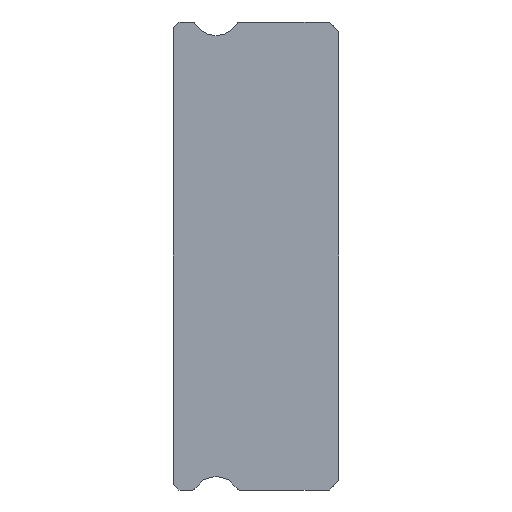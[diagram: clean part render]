
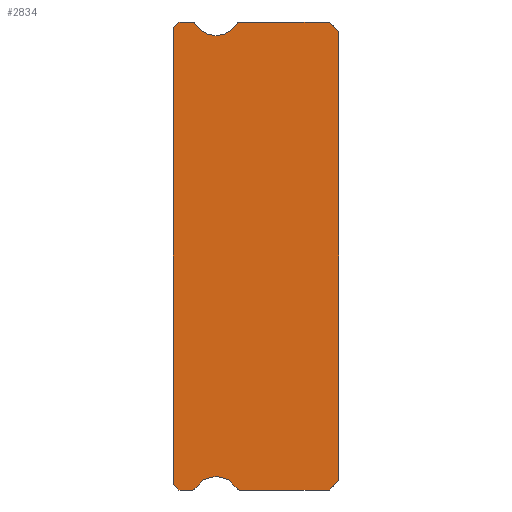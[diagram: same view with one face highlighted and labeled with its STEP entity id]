
A CAD part, left-side view. The second image highlights one B-rep face of the part: STEP entity #2834.
In plain terms, the highlighted planar face has unit normal (-1, 0, 0).
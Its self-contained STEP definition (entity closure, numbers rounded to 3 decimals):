
#33 = DIRECTION ( 'NONE',  ( 0., 0., -1. ) ) ;
#93 = DIRECTION ( 'NONE',  ( 0., -0.707, -0.707 ) ) ;
#127 = LINE ( 'NONE', #6699, #6956 ) ;
#129 = EDGE_CURVE ( 'NONE', #1454, #2852, #4212, .T. ) ;
#142 = CARTESIAN_POINT ( 'NONE',  ( -20., 5.088, 12. ) ) ;
#215 = VERTEX_POINT ( 'NONE', #2652 ) ;
#249 = CARTESIAN_POINT ( 'NONE',  ( -20., 0., 11.5 ) ) ;
#286 = ORIENTED_EDGE ( 'NONE', *, *, #1595, .F. ) ;
#355 = DIRECTION ( 'NONE',  ( -1., 0., 0. ) ) ;
#483 = EDGE_CURVE ( 'NONE', #1560, #7211, #625, .T. ) ;
#530 = VERTEX_POINT ( 'NONE', #4264 ) ;
#625 = LINE ( 'NONE', #7155, #5524 ) ;
#626 = DIRECTION ( 'NONE',  ( 1., 0., 0. ) ) ;
#704 = LINE ( 'NONE', #1215, #1167 ) ;
#778 = CIRCLE ( 'NONE', #2890, 0.15 ) ;
#931 = ORIENTED_EDGE ( 'NONE', *, *, #7174, .F. ) ;
#939 = VECTOR ( 'NONE', #4242, 1000. ) ;
#1123 = EDGE_LOOP ( 'NONE', ( #4594, #2830, #5185, #6265, #4993, #1191, #6191, #1773, #1769, #4760, #2642, #4813, #3044, #286, #931, #7091, #5815 ) ) ;
#1167 = VECTOR ( 'NONE', #3066, 1000. ) ;
#1191 = ORIENTED_EDGE ( 'NONE', *, *, #1538, .F. ) ;
#1215 = CARTESIAN_POINT ( 'NONE',  ( -20., 0., -11.5 ) ) ;
#1242 = DIRECTION ( 'NONE',  ( 0., -1., 0. ) ) ;
#1259 = CARTESIAN_POINT ( 'NONE',  ( -20., 0., 11.5 ) ) ;
#1318 = CARTESIAN_POINT ( 'NONE',  ( -20., 7.383, -11.925 ) ) ;
#1429 = VECTOR ( 'NONE', #1242, 1000. ) ;
#1454 = VERTEX_POINT ( 'NONE', #7501 ) ;
#1462 = DIRECTION ( 'NONE',  ( 0., 1., 0. ) ) ;
#1505 = CARTESIAN_POINT ( 'NONE',  ( -20., 7.512, 11.85 ) ) ;
#1537 = AXIS2_PLACEMENT_3D ( 'NONE', #2363, #2478, #33 ) ;
#1538 = EDGE_CURVE ( 'NONE', #3898, #2342, #778, .T. ) ;
#1560 = VERTEX_POINT ( 'NONE', #142 ) ;
#1595 = EDGE_CURVE ( 'NONE', #5700, #1661, #2143, .T. ) ;
#1638 = LINE ( 'NONE', #2837, #3075 ) ;
#1661 = VERTEX_POINT ( 'NONE', #7185 ) ;
#1663 = LINE ( 'NONE', #3583, #5800 ) ;
#1718 = LINE ( 'NONE', #4086, #1429 ) ;
#1728 = LINE ( 'NONE', #7587, #6160 ) ;
#1769 = ORIENTED_EDGE ( 'NONE', *, *, #129, .T. ) ;
#1773 = ORIENTED_EDGE ( 'NONE', *, *, #3747, .F. ) ;
#1783 = VERTEX_POINT ( 'NONE', #2008 ) ;
#1828 = DIRECTION ( 'NONE',  ( 0., -1., 0. ) ) ;
#1846 = EDGE_CURVE ( 'NONE', #3212, #3074, #6551, .T. ) ;
#1952 = DIRECTION ( 'NONE',  ( 0., 0., -1. ) ) ;
#2008 = CARTESIAN_POINT ( 'NONE',  ( -20., 5.217, 11.925 ) ) ;
#2079 = AXIS2_PLACEMENT_3D ( 'NONE', #7332, #355, #7452 ) ;
#2102 = DIRECTION ( 'NONE',  ( 1., 0., 0. ) ) ;
#2143 = CIRCLE ( 'NONE', #1537, 1.25 ) ;
#2152 = VECTOR ( 'NONE', #93, 1000. ) ;
#2223 = AXIS2_PLACEMENT_3D ( 'NONE', #7593, #626, #6418 ) ;
#2342 = VERTEX_POINT ( 'NONE', #4667 ) ;
#2363 = CARTESIAN_POINT ( 'NONE',  ( -20., 6.3, 12.55 ) ) ;
#2478 = DIRECTION ( 'NONE',  ( -1., 0., 0. ) ) ;
#2489 = AXIS2_PLACEMENT_3D ( 'NONE', #1505, #3830, #1952 ) ;
#2642 = ORIENTED_EDGE ( 'NONE', *, *, #483, .F. ) ;
#2652 = CARTESIAN_POINT ( 'NONE',  ( -20., 7.512, 12. ) ) ;
#2830 = ORIENTED_EDGE ( 'NONE', *, *, #1846, .T. ) ;
#2834 = ADVANCED_FACE ( 'NONE', ( #6171 ), #5547, .F. ) ;
#2837 = CARTESIAN_POINT ( 'NONE',  ( -20., 0.5, 12. ) ) ;
#2852 = VERTEX_POINT ( 'NONE', #249 ) ;
#2890 = AXIS2_PLACEMENT_3D ( 'NONE', #2914, #4597, #5305 ) ;
#2914 = CARTESIAN_POINT ( 'NONE',  ( -20., 5.088, -11.85 ) ) ;
#2917 = CARTESIAN_POINT ( 'NONE',  ( -20., 8.2, -12. ) ) ;
#3037 = CIRCLE ( 'NONE', #3418, 0.15 ) ;
#3044 = ORIENTED_EDGE ( 'NONE', *, *, #5627, .F. ) ;
#3066 = DIRECTION ( 'NONE',  ( 0., 0.707, -0.707 ) ) ;
#3073 = LINE ( 'NONE', #7194, #939 ) ;
#3074 = VERTEX_POINT ( 'NONE', #2917 ) ;
#3075 = VECTOR ( 'NONE', #5766, 1000. ) ;
#3212 = VERTEX_POINT ( 'NONE', #7380 ) ;
#3418 = AXIS2_PLACEMENT_3D ( 'NONE', #7117, #6043, #6614 ) ;
#3489 = VERTEX_POINT ( 'NONE', #7064 ) ;
#3583 = CARTESIAN_POINT ( 'NONE',  ( -20., 8.5, 11.85 ) ) ;
#3747 = EDGE_CURVE ( 'NONE', #1454, #530, #704, .T. ) ;
#3830 = DIRECTION ( 'NONE',  ( 1., 0., 0. ) ) ;
#3898 = VERTEX_POINT ( 'NONE', #5486 ) ;
#3948 = VERTEX_POINT ( 'NONE', #4346 ) ;
#4071 = VERTEX_POINT ( 'NONE', #7648 ) ;
#4086 = CARTESIAN_POINT ( 'NONE',  ( -20., 7.512, -12. ) ) ;
#4099 = CIRCLE ( 'NONE', #6089, 0.15 ) ;
#4212 = LINE ( 'NONE', #1259, #4279 ) ;
#4242 = DIRECTION ( 'NONE',  ( 0., 0.707, -0.707 ) ) ;
#4264 = CARTESIAN_POINT ( 'NONE',  ( -20., 0.5, -12. ) ) ;
#4279 = VECTOR ( 'NONE', #6008, 1000. ) ;
#4346 = CARTESIAN_POINT ( 'NONE',  ( -20., 7.512, -12. ) ) ;
#4594 = ORIENTED_EDGE ( 'NONE', *, *, #6893, .F. ) ;
#4597 = DIRECTION ( 'NONE',  ( 1., 0., 0. ) ) ;
#4667 = CARTESIAN_POINT ( 'NONE',  ( -20., 5.217, -11.925 ) ) ;
#4750 = EDGE_CURVE ( 'NONE', #3074, #3948, #1718, .T. ) ;
#4760 = ORIENTED_EDGE ( 'NONE', *, *, #5582, .F. ) ;
#4813 = ORIENTED_EDGE ( 'NONE', *, *, #6483, .F. ) ;
#4852 = DIRECTION ( 'NONE',  ( 0., 0., -1. ) ) ;
#4883 = CARTESIAN_POINT ( 'NONE',  ( -20., 8.2, -12. ) ) ;
#4993 = ORIENTED_EDGE ( 'NONE', *, *, #5818, .F. ) ;
#5080 = CIRCLE ( 'NONE', #2079, 1.25 ) ;
#5185 = ORIENTED_EDGE ( 'NONE', *, *, #4750, .T. ) ;
#5305 = DIRECTION ( 'NONE',  ( 0., 0., -1. ) ) ;
#5360 = VERTEX_POINT ( 'NONE', #1318 ) ;
#5364 = CARTESIAN_POINT ( 'NONE',  ( -20., 6.3, 12.55 ) ) ;
#5457 = CIRCLE ( 'NONE', #2223, 0.15 ) ;
#5486 = CARTESIAN_POINT ( 'NONE',  ( -20., 5.088, -12. ) ) ;
#5524 = VECTOR ( 'NONE', #1828, 1000. ) ;
#5547 = PLANE ( 'NONE',  #2489 ) ;
#5582 = EDGE_CURVE ( 'NONE', #7211, #2852, #1638, .T. ) ;
#5627 = EDGE_CURVE ( 'NONE', #1661, #1783, #5954, .T. ) ;
#5660 = DIRECTION ( 'NONE',  ( 0., 0., -1. ) ) ;
#5700 = VERTEX_POINT ( 'NONE', #6175 ) ;
#5723 = EDGE_CURVE ( 'NONE', #5360, #3948, #5457, .T. ) ;
#5766 = DIRECTION ( 'NONE',  ( 0., -0.707, -0.707 ) ) ;
#5800 = VECTOR ( 'NONE', #6478, 1000. ) ;
#5815 = ORIENTED_EDGE ( 'NONE', *, *, #6469, .T. ) ;
#5818 = EDGE_CURVE ( 'NONE', #2342, #5360, #5080, .T. ) ;
#5954 = CIRCLE ( 'NONE', #6938, 1.25 ) ;
#6008 = DIRECTION ( 'NONE',  ( 0., 0., 1. ) ) ;
#6043 = DIRECTION ( 'NONE',  ( 1., 0., 0. ) ) ;
#6089 = AXIS2_PLACEMENT_3D ( 'NONE', #7391, #2102, #5660 ) ;
#6160 = VECTOR ( 'NONE', #6332, 1000. ) ;
#6171 = FACE_OUTER_BOUND ( 'NONE', #1123, .T. ) ;
#6175 = CARTESIAN_POINT ( 'NONE',  ( -20., 7.383, 11.925 ) ) ;
#6191 = ORIENTED_EDGE ( 'NONE', *, *, #6273, .F. ) ;
#6197 = CARTESIAN_POINT ( 'NONE',  ( -20., 0.5, 12. ) ) ;
#6265 = ORIENTED_EDGE ( 'NONE', *, *, #5723, .F. ) ;
#6273 = EDGE_CURVE ( 'NONE', #530, #3898, #1728, .T. ) ;
#6332 = DIRECTION ( 'NONE',  ( 0., 1., 0. ) ) ;
#6418 = DIRECTION ( 'NONE',  ( 0., 0., -1. ) ) ;
#6469 = EDGE_CURVE ( 'NONE', #3489, #4071, #3073, .T. ) ;
#6478 = DIRECTION ( 'NONE',  ( 0., 0., 1. ) ) ;
#6483 = EDGE_CURVE ( 'NONE', #1783, #1560, #3037, .T. ) ;
#6551 = LINE ( 'NONE', #4883, #2152 ) ;
#6614 = DIRECTION ( 'NONE',  ( 0., 0., -1. ) ) ;
#6669 = DIRECTION ( 'NONE',  ( -1., 0., 0. ) ) ;
#6699 = CARTESIAN_POINT ( 'NONE',  ( -20., 8.2, 12. ) ) ;
#6893 = EDGE_CURVE ( 'NONE', #3212, #4071, #1663, .T. ) ;
#6938 = AXIS2_PLACEMENT_3D ( 'NONE', #5364, #6669, #4852 ) ;
#6956 = VECTOR ( 'NONE', #1462, 1000. ) ;
#7064 = CARTESIAN_POINT ( 'NONE',  ( -20., 8.2, 12. ) ) ;
#7091 = ORIENTED_EDGE ( 'NONE', *, *, #7584, .T. ) ;
#7117 = CARTESIAN_POINT ( 'NONE',  ( -20., 5.088, 11.85 ) ) ;
#7155 = CARTESIAN_POINT ( 'NONE',  ( -20., 7.512, 12. ) ) ;
#7174 = EDGE_CURVE ( 'NONE', #215, #5700, #4099, .T. ) ;
#7185 = CARTESIAN_POINT ( 'NONE',  ( -20., 6.3, 11.3 ) ) ;
#7194 = CARTESIAN_POINT ( 'NONE',  ( -20., 8.5, 11.7 ) ) ;
#7211 = VERTEX_POINT ( 'NONE', #6197 ) ;
#7332 = CARTESIAN_POINT ( 'NONE',  ( -20., 6.3, -12.55 ) ) ;
#7380 = CARTESIAN_POINT ( 'NONE',  ( -20., 8.5, -11.7 ) ) ;
#7391 = CARTESIAN_POINT ( 'NONE',  ( -20., 7.512, 11.85 ) ) ;
#7452 = DIRECTION ( 'NONE',  ( 0., 0., -1. ) ) ;
#7501 = CARTESIAN_POINT ( 'NONE',  ( -20., 0., -11.5 ) ) ;
#7584 = EDGE_CURVE ( 'NONE', #215, #3489, #127, .T. ) ;
#7587 = CARTESIAN_POINT ( 'NONE',  ( -20., 7.512, -12. ) ) ;
#7593 = CARTESIAN_POINT ( 'NONE',  ( -20., 7.512, -11.85 ) ) ;
#7648 = CARTESIAN_POINT ( 'NONE',  ( -20., 8.5, 11.7 ) ) ;
